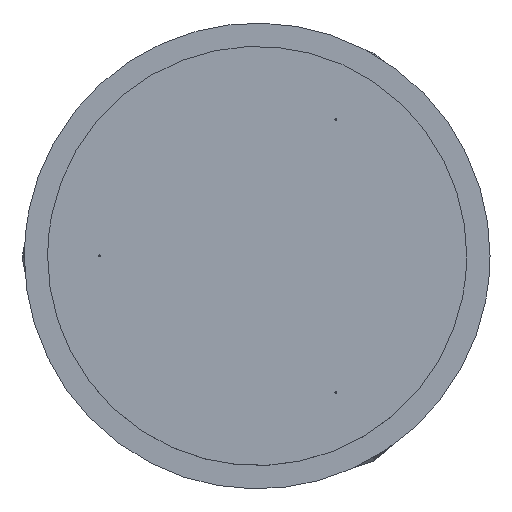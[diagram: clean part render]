
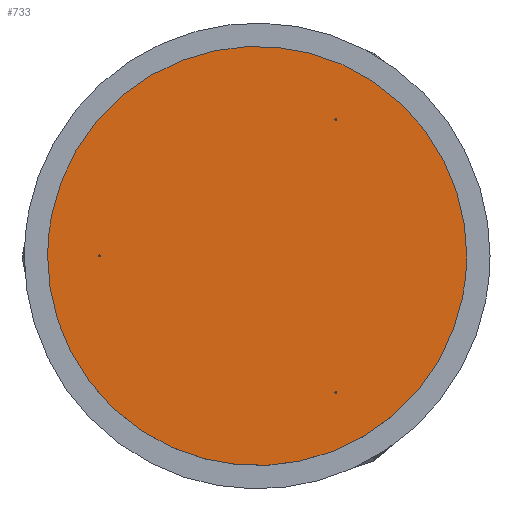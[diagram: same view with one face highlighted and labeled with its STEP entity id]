
A CAD part, top view. The second image highlights one B-rep face of the part: STEP entity #733.
In plain terms, the highlighted planar face has unit normal (0, 0, 1).
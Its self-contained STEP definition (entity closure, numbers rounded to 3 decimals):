
#15=PLANE('',#4054);
#733=ADVANCED_FACE('',(#1005),#15,.T.);
#1005=FACE_OUTER_BOUND('',#1277,.T.);
#1277=EDGE_LOOP('',(#2039,#2040));
#2039=ORIENTED_EDGE('',*,*,#2727,.T.);
#2040=ORIENTED_EDGE('',*,*,#2730,.T.);
#2727=EDGE_CURVE('',#3662,#3664,#3333,.T.);
#2730=EDGE_CURVE('',#3664,#3662,#3336,.T.);
#3333=(
BOUNDED_CURVE()
B_SPLINE_CURVE(2,(#9343,#9344,#9345,#9346,#9347),.UNSPECIFIED.,.F.,.F.)
B_SPLINE_CURVE_WITH_KNOTS((3,2,3),(0.,471.239,942.478),
 .UNSPECIFIED.)
CURVE()
GEOMETRIC_REPRESENTATION_ITEM()
RATIONAL_B_SPLINE_CURVE((1.,0.707,1.,0.707,1.))
REPRESENTATION_ITEM('')
);
#3336=(
BOUNDED_CURVE()
B_SPLINE_CURVE(2,(#9355,#9356,#9357,#9358,#9359),.UNSPECIFIED.,.F.,.F.)
B_SPLINE_CURVE_WITH_KNOTS((3,2,3),(942.478,1413.717,1884.956),
 .UNSPECIFIED.)
CURVE()
GEOMETRIC_REPRESENTATION_ITEM()
RATIONAL_B_SPLINE_CURVE((1.,0.707,1.,0.707,1.))
REPRESENTATION_ITEM('')
);
#3662=VERTEX_POINT('',#9333);
#3664=VERTEX_POINT('',#9335);
#4054=AXIS2_PLACEMENT_3D('',#9321,#4064,$);
#4064=DIRECTION('',(0.,0.,1.));
#9321=CARTESIAN_POINT('',(-337.5,-337.5,1463.298));
#9333=CARTESIAN_POINT('',(270.,0.,1463.298));
#9335=CARTESIAN_POINT('',(-270.,0.,1463.298));
#9343=CARTESIAN_POINT('',(270.,0.,1463.298));
#9344=CARTESIAN_POINT('',(270.,270.,1463.298));
#9345=CARTESIAN_POINT('',(0.,270.,1463.298));
#9346=CARTESIAN_POINT('',(-270.,270.,1463.298));
#9347=CARTESIAN_POINT('',(-270.,0.,1463.298));
#9355=CARTESIAN_POINT('',(-270.,0.,1463.298));
#9356=CARTESIAN_POINT('',(-270.,-270.,1463.298));
#9357=CARTESIAN_POINT('',(0.,-270.,1463.298));
#9358=CARTESIAN_POINT('',(270.,-270.,1463.298));
#9359=CARTESIAN_POINT('',(270.,0.,1463.298));
